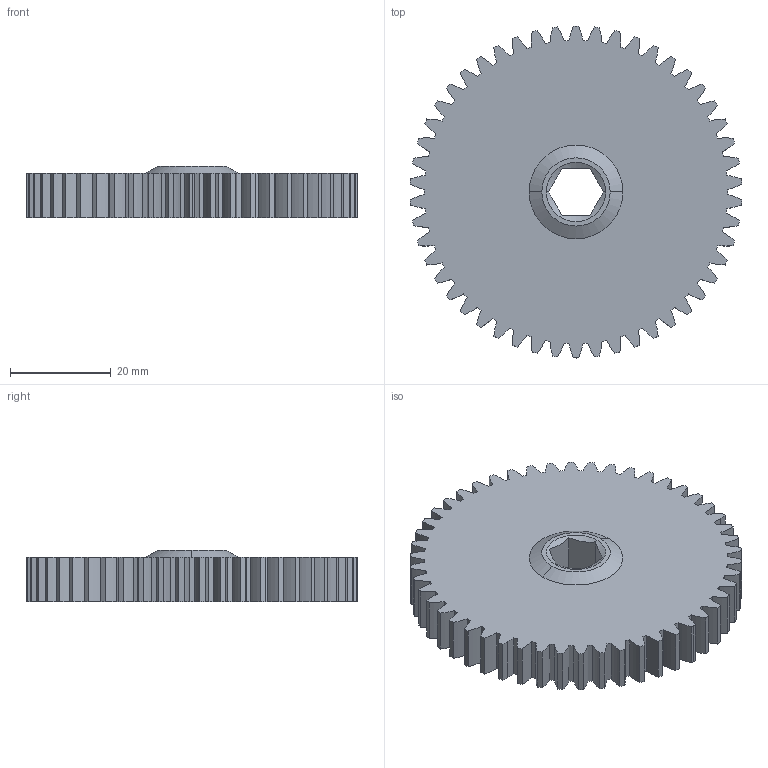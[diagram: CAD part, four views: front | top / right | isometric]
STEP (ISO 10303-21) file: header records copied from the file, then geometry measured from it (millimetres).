
FILE_DESCRIPTION (( 'STEP AP214' ), '1' );
FILE_NAME ('ToughboxLargeClusterGear_Hex_50t0.375.step', '2018-12-20T18:42:10', ( '' ), ( '' ), 'SwSTEP 2.0', 'SolidWorks 2018', '' );
FILE_SCHEMA (( 'AUTOMOTIVE_DESIGN' ));
Length unit declared in the file: millimetre
Products named in the file (1): ToughboxLargeClusterGear_Hex_50t0.375
Bounding box: 65.97 x 66.04 x 10.16 mm (x, y, z)
Volume: 27086.3 mm3; surface area: 10009.6 mm2
Topology: 1 solids, 1 shells, 216 faces, 637 edges, 424 vertices
Faces by surface type: cylinder 203, plane 9, cone 4
Entity records: 7513 total; most frequent: DIRECTION 1477, CARTESIAN_POINT 1308, ORIENTED_EDGE 1274, EDGE_CURVE 637, AXIS2_PLACEMENT_3D 629, VERTEX_POINT 424, CIRCLE 412, VECTOR 219
